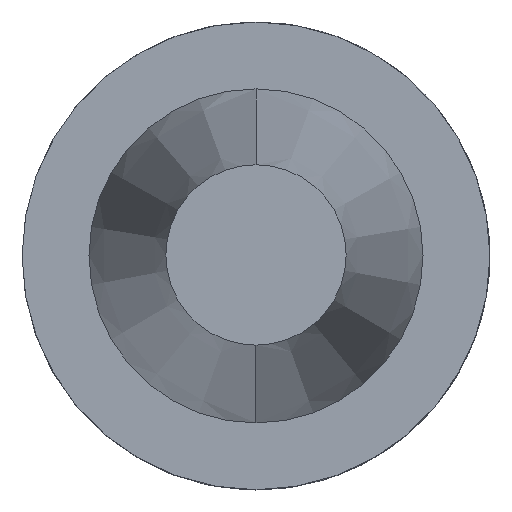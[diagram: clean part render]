
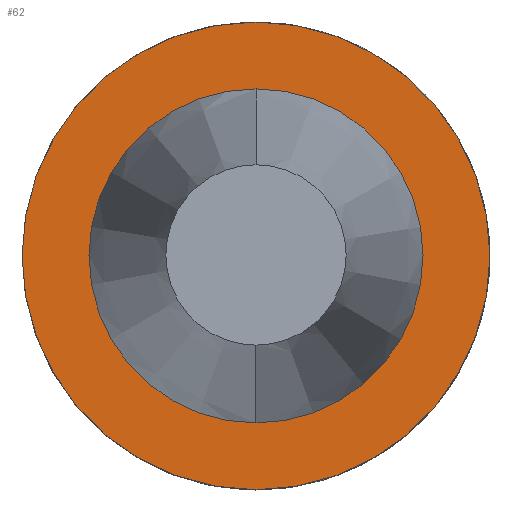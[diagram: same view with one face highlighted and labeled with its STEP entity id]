
A CAD part, top view. The second image highlights one B-rep face of the part: STEP entity #62.
In plain terms, the highlighted planar face has unit normal (0, 0, 1).
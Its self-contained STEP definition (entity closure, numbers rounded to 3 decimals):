
#55=PLANE('',#271);
#62=ADVANCED_FACE('',(#86,#87),#55,.F.);
#86=FACE_BOUND('',#114,.T.);
#87=FACE_BOUND('',#115,.T.);
#114=EDGE_LOOP('',(#146));
#115=EDGE_LOOP('',(#147,#148));
#146=ORIENTED_EDGE('',*,*,#204,.T.);
#147=ORIENTED_EDGE('',*,*,#205,.T.);
#148=ORIENTED_EDGE('',*,*,#206,.T.);
#186=VERTEX_POINT('',#393);
#187=VERTEX_POINT('',#395);
#188=VERTEX_POINT('',#396);
#204=EDGE_CURVE('',#186,#186,#224,.T.);
#205=EDGE_CURVE('',#187,#188,#225,.T.);
#206=EDGE_CURVE('',#188,#187,#226,.T.);
#224=CIRCLE('',#268,31.775);
#225=CIRCLE('',#269,22.692);
#226=CIRCLE('',#270,22.692);
#268=AXIS2_PLACEMENT_3D('',#392,#315,#316);
#269=AXIS2_PLACEMENT_3D('',#394,#317,#318);
#270=AXIS2_PLACEMENT_3D('',#397,#319,#320);
#271=AXIS2_PLACEMENT_3D('',#398,#321,#322);
#315=DIRECTION('',(0.,0.,1.));
#316=DIRECTION('',(-1.,0.,0.));
#317=DIRECTION('',(0.,0.,-1.));
#318=DIRECTION('',(-1.,0.,0.));
#319=DIRECTION('',(0.,0.,-1.));
#320=DIRECTION('',(-1.,0.,0.));
#321=DIRECTION('',(0.,0.,-1.));
#322=DIRECTION('',(0.,1.,0.));
#392=CARTESIAN_POINT('',(0.,0.,-3.2));
#393=CARTESIAN_POINT('',(-31.775,0.,-3.2));
#394=CARTESIAN_POINT('',(0.,0.,-3.2));
#395=CARTESIAN_POINT('',(0.,22.692,-3.2));
#396=CARTESIAN_POINT('',(0.,-22.692,-3.2));
#397=CARTESIAN_POINT('',(0.,0.,-3.2));
#398=CARTESIAN_POINT('',(0.,0.,-3.2));
